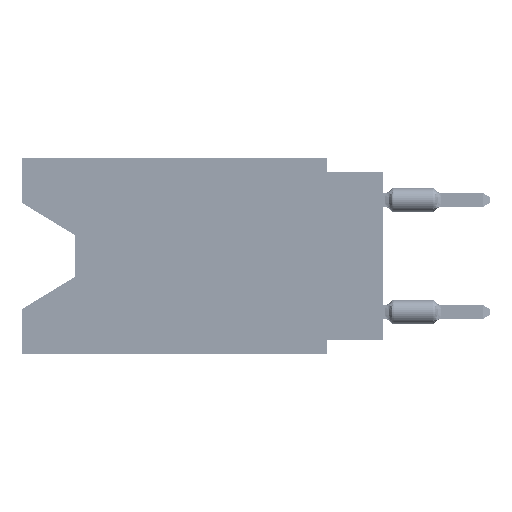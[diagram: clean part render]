
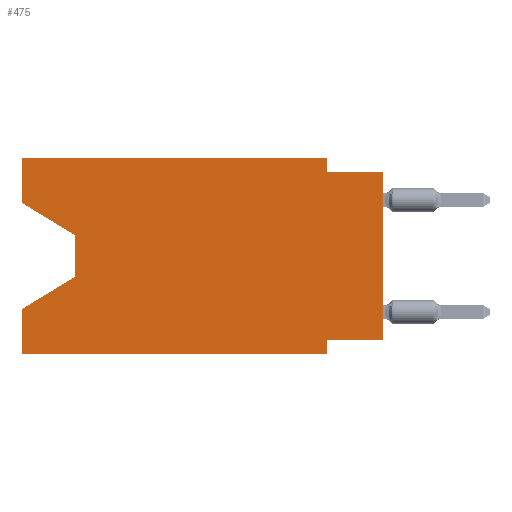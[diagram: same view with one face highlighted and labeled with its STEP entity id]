
A CAD part, left-side view. The second image highlights one B-rep face of the part: STEP entity #475.
In plain terms, the highlighted planar face has unit normal (-1, 0, 0).
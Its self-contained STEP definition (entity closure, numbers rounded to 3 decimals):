
#349 = LINE ( 'NONE', #38037, #36382 ) ;
#475 = ADVANCED_FACE ( 'NONE', ( #99341 ), #70799, .F. ) ;
#888 = VERTEX_POINT ( 'NONE', #116876 ) ;
#1532 = DIRECTION ( 'NONE',  ( 0., 1., 0. ) ) ;
#4522 = LINE ( 'NONE', #23359, #63357 ) ;
#6922 = CARTESIAN_POINT ( 'NONE',  ( 0., 16.383, 0. ) ) ;
#11900 = LINE ( 'NONE', #48398, #14730 ) ;
#13189 = VECTOR ( 'NONE', #58547, 1000. ) ;
#13287 = VERTEX_POINT ( 'NONE', #75385 ) ;
#14730 = VECTOR ( 'NONE', #39875, 1000. ) ;
#14986 = LINE ( 'NONE', #52092, #41051 ) ;
#16562 = VECTOR ( 'NONE', #25674, 1000. ) ;
#16689 = VERTEX_POINT ( 'NONE', #37162 ) ;
#16693 = CARTESIAN_POINT ( 'NONE',  ( 0., 16.383, -2.038 ) ) ;
#16869 = VERTEX_POINT ( 'NONE', #51086 ) ;
#19014 = VERTEX_POINT ( 'NONE', #16693 ) ;
#22506 = CARTESIAN_POINT ( 'NONE',  ( 0., 16.383, -6.852 ) ) ;
#22891 = CARTESIAN_POINT ( 'NONE',  ( 0., 2.54, -8.89 ) ) ;
#23359 = CARTESIAN_POINT ( 'NONE',  ( 0., 16.383, -2.038 ) ) ;
#23746 = ORIENTED_EDGE ( 'NONE', *, *, #96261, .F. ) ;
#25674 = DIRECTION ( 'NONE',  ( 0., 0., 1. ) ) ;
#26148 = CARTESIAN_POINT ( 'NONE',  ( 0., 2.54, -0.635 ) ) ;
#30404 = VERTEX_POINT ( 'NONE', #49826 ) ;
#35299 = VECTOR ( 'NONE', #102058, 1000. ) ;
#36382 = VECTOR ( 'NONE', #1532, 1000. ) ;
#37162 = CARTESIAN_POINT ( 'NONE',  ( 0., 0., -8.255 ) ) ;
#37489 = EDGE_CURVE ( 'NONE', #30404, #79224, #103867, .T. ) ;
#38037 = CARTESIAN_POINT ( 'NONE',  ( 0., 0., -8.255 ) ) ;
#38958 = VERTEX_POINT ( 'NONE', #94902 ) ;
#39875 = DIRECTION ( 'NONE',  ( 0., -1., 0. ) ) ;
#41051 = VECTOR ( 'NONE', #89175, 1000. ) ;
#42224 = DIRECTION ( 'NONE',  ( 0., 0., -1. ) ) ;
#42529 = VERTEX_POINT ( 'NONE', #115101 ) ;
#44525 = LINE ( 'NONE', #111412, #80514 ) ;
#48398 = CARTESIAN_POINT ( 'NONE',  ( 0., 0., -0.635 ) ) ;
#49826 = CARTESIAN_POINT ( 'NONE',  ( 0., 13.97, -5.385 ) ) ;
#51086 = CARTESIAN_POINT ( 'NONE',  ( 0., 2.54, 0. ) ) ;
#51855 = CARTESIAN_POINT ( 'NONE',  ( 0., 16.383, 0. ) ) ;
#52092 = CARTESIAN_POINT ( 'NONE',  ( 0., 2.54, -8.89 ) ) ;
#53087 = ORIENTED_EDGE ( 'NONE', *, *, #103289, .F. ) ;
#55527 = ORIENTED_EDGE ( 'NONE', *, *, #115777, .T. ) ;
#55931 = CARTESIAN_POINT ( 'NONE',  ( 0., 16.383, 0. ) ) ;
#57729 = LINE ( 'NONE', #55931, #99365 ) ;
#58113 = ORIENTED_EDGE ( 'NONE', *, *, #83190, .F. ) ;
#58547 = DIRECTION ( 'NONE',  ( 0., -1., 0. ) ) ;
#58674 = DIRECTION ( 'NONE',  ( 0., -0.855, -0.519 ) ) ;
#62865 = DIRECTION ( 'NONE',  ( 1., 0., 0. ) ) ;
#63357 = VECTOR ( 'NONE', #58674, 1000. ) ;
#63569 = ORIENTED_EDGE ( 'NONE', *, *, #37489, .T. ) ;
#66792 = CARTESIAN_POINT ( 'NONE',  ( 0., 13.97, -5.385 ) ) ;
#67589 = CARTESIAN_POINT ( 'NONE',  ( 0., 13.97, -3.505 ) ) ;
#67913 = ORIENTED_EDGE ( 'NONE', *, *, #104489, .T. ) ;
#68863 = LINE ( 'NONE', #97412, #13189 ) ;
#70799 = PLANE ( 'NONE',  #105909 ) ;
#73104 = DIRECTION ( 'NONE',  ( 0., -1., 0. ) ) ;
#73575 = DIRECTION ( 'NONE',  ( 0., 0., 1. ) ) ;
#75385 = CARTESIAN_POINT ( 'NONE',  ( 0., 2.54, -8.255 ) ) ;
#76132 = DIRECTION ( 'NONE',  ( 0., 0., -1. ) ) ;
#78345 = EDGE_CURVE ( 'NONE', #116062, #96613, #11900, .T. ) ;
#78665 = EDGE_LOOP ( 'NONE', ( #111865, #55527, #63569, #58113, #93464, #105144, #53087, #67913, #95548, #23746, #94348, #118256 ) ) ;
#79224 = VERTEX_POINT ( 'NONE', #22506 ) ;
#80514 = VECTOR ( 'NONE', #73104, 1000. ) ;
#83190 = EDGE_CURVE ( 'NONE', #42529, #79224, #88928, .T. ) ;
#85028 = LINE ( 'NONE', #109993, #90955 ) ;
#85670 = VERTEX_POINT ( 'NONE', #22891 ) ;
#88928 = LINE ( 'NONE', #51855, #16562 ) ;
#89175 = DIRECTION ( 'NONE',  ( 0., 0., -1. ) ) ;
#90955 = VECTOR ( 'NONE', #92939, 1000. ) ;
#91494 = LINE ( 'NONE', #110961, #92971 ) ;
#92939 = DIRECTION ( 'NONE',  ( 0., 0., 1. ) ) ;
#92971 = VECTOR ( 'NONE', #93296, 1000. ) ;
#93296 = DIRECTION ( 'NONE',  ( 0., 0., -1. ) ) ;
#93464 = ORIENTED_EDGE ( 'NONE', *, *, #103789, .T. ) ;
#94348 = ORIENTED_EDGE ( 'NONE', *, *, #97681, .F. ) ;
#94902 = CARTESIAN_POINT ( 'NONE',  ( 0., 13.97, -3.505 ) ) ;
#95548 = ORIENTED_EDGE ( 'NONE', *, *, #78345, .F. ) ;
#96149 = LINE ( 'NONE', #67589, #108186 ) ;
#96261 = EDGE_CURVE ( 'NONE', #16869, #116062, #91494, .T. ) ;
#96613 = VERTEX_POINT ( 'NONE', #116957 ) ;
#97412 = CARTESIAN_POINT ( 'NONE',  ( 0., 16.383, -8.89 ) ) ;
#97681 = EDGE_CURVE ( 'NONE', #888, #16869, #44525, .T. ) ;
#99341 = FACE_OUTER_BOUND ( 'NONE', #78665, .T. ) ;
#99365 = VECTOR ( 'NONE', #73575, 1000. ) ;
#102058 = DIRECTION ( 'NONE',  ( 0., 0.855, -0.519 ) ) ;
#102133 = EDGE_CURVE ( 'NONE', #19014, #38958, #4522, .T. ) ;
#103289 = EDGE_CURVE ( 'NONE', #16689, #13287, #349, .T. ) ;
#103789 = EDGE_CURVE ( 'NONE', #42529, #85670, #68863, .T. ) ;
#103867 = LINE ( 'NONE', #66792, #35299 ) ;
#104489 = EDGE_CURVE ( 'NONE', #16689, #96613, #85028, .T. ) ;
#105144 = ORIENTED_EDGE ( 'NONE', *, *, #107974, .F. ) ;
#105909 = AXIS2_PLACEMENT_3D ( 'NONE', #6922, #62865, #42224 ) ;
#107974 = EDGE_CURVE ( 'NONE', #13287, #85670, #14986, .T. ) ;
#108186 = VECTOR ( 'NONE', #76132, 1000. ) ;
#109993 = CARTESIAN_POINT ( 'NONE',  ( 0., 0., 0. ) ) ;
#110003 = EDGE_CURVE ( 'NONE', #19014, #888, #57729, .T. ) ;
#110961 = CARTESIAN_POINT ( 'NONE',  ( 0., 2.54, 0. ) ) ;
#111412 = CARTESIAN_POINT ( 'NONE',  ( 0., 16.383, 0. ) ) ;
#111865 = ORIENTED_EDGE ( 'NONE', *, *, #102133, .T. ) ;
#115101 = CARTESIAN_POINT ( 'NONE',  ( 0., 16.383, -8.89 ) ) ;
#115777 = EDGE_CURVE ( 'NONE', #38958, #30404, #96149, .T. ) ;
#116062 = VERTEX_POINT ( 'NONE', #26148 ) ;
#116876 = CARTESIAN_POINT ( 'NONE',  ( 0., 16.383, 0. ) ) ;
#116957 = CARTESIAN_POINT ( 'NONE',  ( 0., 0., -0.635 ) ) ;
#118256 = ORIENTED_EDGE ( 'NONE', *, *, #110003, .F. ) ;
